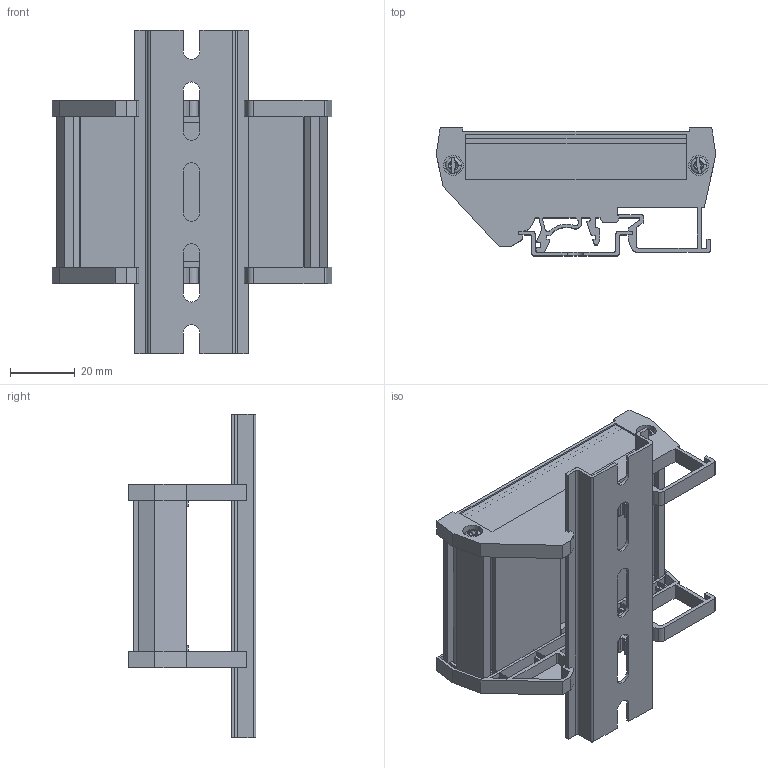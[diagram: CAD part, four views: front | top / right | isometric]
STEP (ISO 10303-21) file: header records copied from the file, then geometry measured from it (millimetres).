
FILE_DESCRIPTION (( 'STEP AP214' ), '1' );
FILE_NAME ('PHSCR-PHRKLR-50.STEP', '2022-01-24T11:27:25', ( '' ), ( '' ), 'SwSTEP 2.0', 'SolidWorks 2017', '' );
FILE_SCHEMA (( 'AUTOMOTIVE_DESIGN' ));
Length unit declared in the file: millimetre
Products named in the file (16): PHSFL; Rail-150_Rail Length - 50; Side Screw; Profile - 72-300_Length-50; PHSFR; PHSCR-PHRKLR-50; Profile - 72-300; PCB-73_PCB -50; PCB-73; Rail-150
Assembly tree (9 placements, depth 2):
  PHSFL
  Side Screw
  Side Screw
  PHSFR
  Side Screw
Bounding box: 86.36 x 39.5 x 100 mm (x, y, z)
Volume: 33339.4 mm3; surface area: 53881.5 mm2
Topology: 9 solids, 9 shells, 807 faces, 2228 edges, 1471 vertices
Faces by surface type: plane 608, cylinder 151, cone 20, bspline 16, torus 12
Entity records: 24712 total; most frequent: CARTESIAN_POINT 4342, ORIENTED_EDGE 4078, DIRECTION 3771, EDGE_CURVE 2039, LINE 1717, VECTOR 1717, VERTEX_POINT 1354, AXIS2_PLACEMENT_3D 1027
